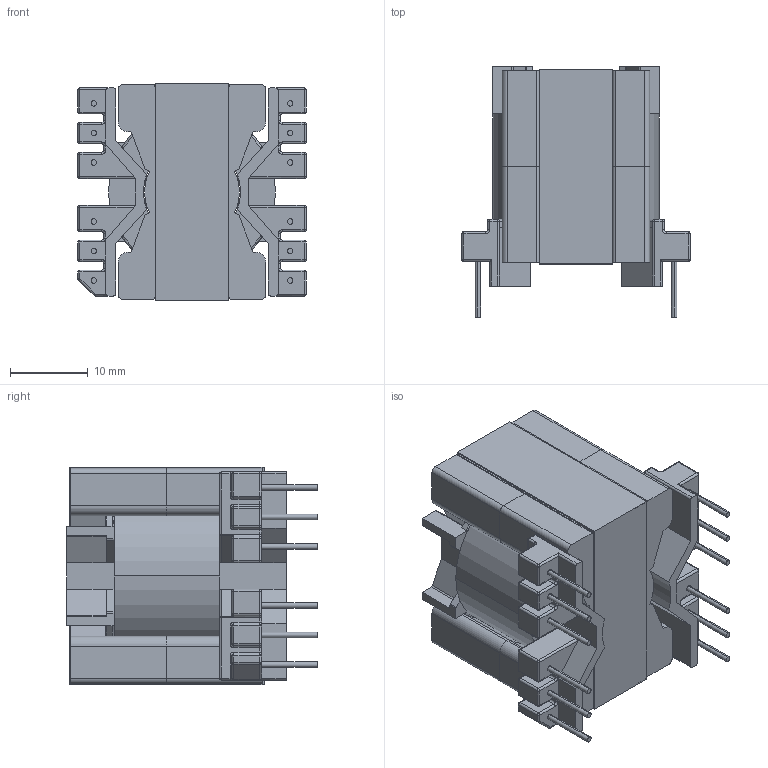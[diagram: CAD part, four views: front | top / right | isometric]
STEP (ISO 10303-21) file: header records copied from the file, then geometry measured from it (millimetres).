
FILE_DESCRIPTION (( 'STEP AP214' ), '1' );
FILE_NAME ('PQ2625_5649.STEP', '2019-02-01T14:32:37', ( '' ), ( '' ), 'SwSTEP 2.0', 'SolidWorks 2017', '' );
FILE_SCHEMA (( 'AUTOMOTIVE_DESIGN' ));
Length unit declared in the file: millimetre
Products named in the file (5): PQ2625_5649; 440-8108-2239; 150-2239_6B; 070-5649_coil; 070-5649_6C
Assembly tree (5 placements, depth 2):
  PQ2625_5649
    070-5649_6C
    070-5649_coil
    150-2239_6B  x2
    440-8108-2239
Bounding box: 29.38 x 32.29 x 28.04 mm (x, y, z)
Volume: 13405.5 mm3; surface area: 13191.5 mm2
Topology: 5 solids, 5 shells, 578 faces, 1442 edges, 826 vertices
Faces by surface type: cylinder 255, plane 217, sphere 58, torus 48
Entity records: 15562 total; most frequent: DIRECTION 2772, CARTESIAN_POINT 2670, ORIENTED_EDGE 2476, EDGE_CURVE 1238, AXIS2_PLACEMENT_3D 1040, VERTEX_POINT 730, VECTOR 692, LINE 692
